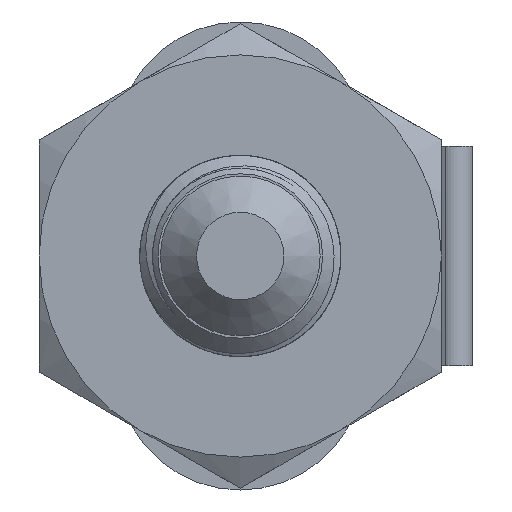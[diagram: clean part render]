
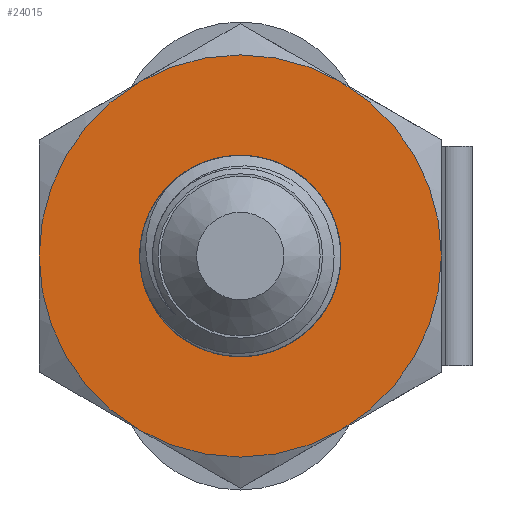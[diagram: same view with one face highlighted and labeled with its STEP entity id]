
A CAD part, left-side view. The second image highlights one B-rep face of the part: STEP entity #24015.
In plain terms, the highlighted planar face has unit normal (-1, 0, 0).
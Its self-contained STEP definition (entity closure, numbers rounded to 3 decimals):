
#525=FACE_BOUND('',#3099,.T.);
#705=PLANE('',#25228);
#1698=FACE_OUTER_BOUND('',#3098,.T.);
#3098=EDGE_LOOP('',(#17874,#17875,#17876,#17877,#17878,#17879));
#3099=EDGE_LOOP('',(#17880));
#4242=CIRCLE('',#25187,11.);
#4243=CIRCLE('',#25189,11.);
#4244=CIRCLE('',#25191,11.);
#4245=CIRCLE('',#25193,11.);
#4246=CIRCLE('',#25195,11.);
#4247=CIRCLE('',#25197,11.);
#4258=CIRCLE('',#25227,5.5);
#10542=VERTEX_POINT('',#41914);
#10543=VERTEX_POINT('',#41918);
#10545=VERTEX_POINT('',#41925);
#10547=VERTEX_POINT('',#41935);
#10549=VERTEX_POINT('',#41948);
#10551=VERTEX_POINT('',#41958);
#10568=VERTEX_POINT('',#42598);
#13232=EDGE_CURVE('',#10542,#10543,#4242,.T.);
#13235=EDGE_CURVE('',#10545,#10542,#4243,.T.);
#13238=EDGE_CURVE('',#10547,#10545,#4244,.T.);
#13240=EDGE_CURVE('',#10549,#10547,#4245,.T.);
#13243=EDGE_CURVE('',#10551,#10549,#4246,.T.);
#13246=EDGE_CURVE('',#10543,#10551,#4247,.T.);
#13283=EDGE_CURVE('',#10568,#10568,#4258,.T.);
#17874=ORIENTED_EDGE('',*,*,#13246,.T.);
#17875=ORIENTED_EDGE('',*,*,#13243,.T.);
#17876=ORIENTED_EDGE('',*,*,#13240,.T.);
#17877=ORIENTED_EDGE('',*,*,#13238,.T.);
#17878=ORIENTED_EDGE('',*,*,#13235,.T.);
#17879=ORIENTED_EDGE('',*,*,#13232,.T.);
#17880=ORIENTED_EDGE('',*,*,#13283,.T.);
#24015=ADVANCED_FACE('',(#1698,#525),#705,.T.);
#25187=AXIS2_PLACEMENT_3D('',#41922,#27376,#27377);
#25189=AXIS2_PLACEMENT_3D('',#41932,#27380,#27381);
#25191=AXIS2_PLACEMENT_3D('',#41942,#27384,#27385);
#25193=AXIS2_PLACEMENT_3D('',#41949,#27388,#27389);
#25195=AXIS2_PLACEMENT_3D('',#41959,#27392,#27393);
#25197=AXIS2_PLACEMENT_3D('',#41968,#27396,#27397);
#25227=AXIS2_PLACEMENT_3D('',#42600,#27465,#27466);
#25228=AXIS2_PLACEMENT_3D('',#42601,#27467,#27468);
#27376=DIRECTION('center_axis',(-1.,0.,0.));
#27377=DIRECTION('ref_axis',(0.,1.,0.));
#27380=DIRECTION('center_axis',(-1.,0.,0.));
#27381=DIRECTION('ref_axis',(0.,1.,0.));
#27384=DIRECTION('center_axis',(-1.,0.,0.));
#27385=DIRECTION('ref_axis',(0.,1.,0.));
#27388=DIRECTION('center_axis',(-1.,0.,0.));
#27389=DIRECTION('ref_axis',(0.,1.,0.));
#27392=DIRECTION('center_axis',(-1.,0.,0.));
#27393=DIRECTION('ref_axis',(0.,1.,0.));
#27396=DIRECTION('center_axis',(-1.,0.,0.));
#27397=DIRECTION('ref_axis',(0.,1.,0.));
#27465=DIRECTION('center_axis',(1.,0.,0.));
#27466=DIRECTION('ref_axis',(0.,0.,-1.));
#27467=DIRECTION('center_axis',(-1.,0.,0.));
#27468=DIRECTION('ref_axis',(0.,0.,1.));
#41914=CARTESIAN_POINT('',(-36.7,11.,0.));
#41918=CARTESIAN_POINT('',(-36.7,5.5,-9.526));
#41922=CARTESIAN_POINT('Origin',(-36.7,0.,0.));
#41925=CARTESIAN_POINT('',(-36.7,5.5,9.526));
#41932=CARTESIAN_POINT('Origin',(-36.7,0.,0.));
#41935=CARTESIAN_POINT('',(-36.7,-5.5,9.526));
#41942=CARTESIAN_POINT('Origin',(-36.7,0.,0.));
#41948=CARTESIAN_POINT('',(-36.7,-11.,0.));
#41949=CARTESIAN_POINT('Origin',(-36.7,0.,0.));
#41958=CARTESIAN_POINT('',(-36.7,-5.5,-9.526));
#41959=CARTESIAN_POINT('Origin',(-36.7,0.,0.));
#41968=CARTESIAN_POINT('Origin',(-36.7,0.,0.));
#42598=CARTESIAN_POINT('',(-36.7,0.,5.5));
#42600=CARTESIAN_POINT('Origin',(-36.7,0.,0.));
#42601=CARTESIAN_POINT('Origin',(-36.7,11.,0.));
